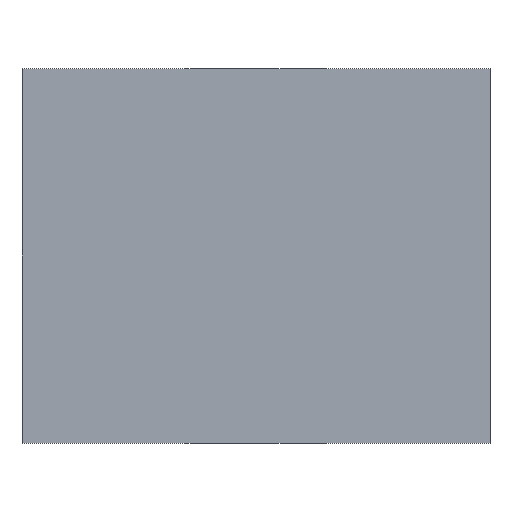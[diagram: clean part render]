
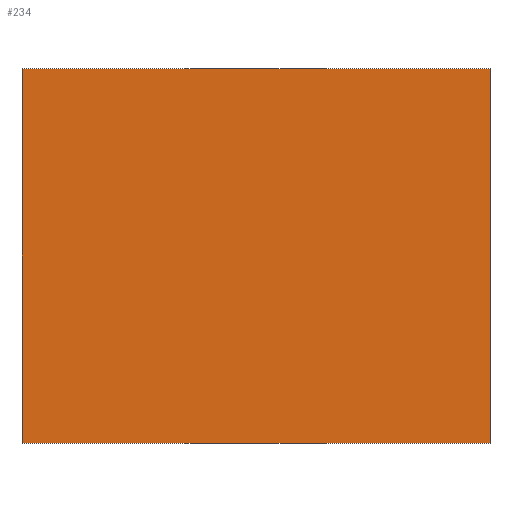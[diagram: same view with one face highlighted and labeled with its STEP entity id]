
A CAD part, front view. The second image highlights one B-rep face of the part: STEP entity #234.
In plain terms, the highlighted planar face has unit normal (0, -1, 0).
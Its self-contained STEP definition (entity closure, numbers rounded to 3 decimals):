
#30=FACE_OUTER_BOUND('',#44,.T.);
#44=EDGE_LOOP('',(#201,#202,#203,#204));
#67=LINE('',#349,#93);
#75=LINE('',#371,#101);
#77=LINE('',#374,#103);
#78=LINE('',#375,#104);
#93=VECTOR('',#283,8.);
#101=VECTOR('',#305,8.);
#103=VECTOR('',#309,10.);
#104=VECTOR('',#310,10.);
#116=VERTEX_POINT('',#346);
#117=VERTEX_POINT('',#348);
#123=VERTEX_POINT('',#368);
#124=VERTEX_POINT('',#370);
#141=EDGE_CURVE('',#116,#117,#67,.T.);
#151=EDGE_CURVE('',#124,#123,#75,.T.);
#153=EDGE_CURVE('',#116,#124,#77,.T.);
#154=EDGE_CURVE('',#117,#123,#78,.T.);
#201=ORIENTED_EDGE('',*,*,#153,.T.);
#202=ORIENTED_EDGE('',*,*,#151,.T.);
#203=ORIENTED_EDGE('',*,*,#154,.F.);
#204=ORIENTED_EDGE('',*,*,#141,.F.);
#222=PLANE('',#252);
#234=ADVANCED_FACE('',(#30),#222,.T.);
#252=AXIS2_PLACEMENT_3D('',#373,#307,#308);
#283=DIRECTION('',(0.,0.,1.));
#305=DIRECTION('',(0.,0.,1.));
#307=DIRECTION('center_axis',(0.,-1.,0.));
#308=DIRECTION('ref_axis',(1.,0.,0.));
#309=DIRECTION('',(1.,0.,0.));
#310=DIRECTION('',(1.,0.,0.));
#346=CARTESIAN_POINT('',(-5.,-4.5,0.));
#348=CARTESIAN_POINT('',(-5.,-4.5,8.));
#349=CARTESIAN_POINT('',(-5.,-4.5,0.));
#368=CARTESIAN_POINT('',(5.,-4.5,8.));
#370=CARTESIAN_POINT('',(5.,-4.5,0.));
#371=CARTESIAN_POINT('',(5.,-4.5,0.));
#373=CARTESIAN_POINT('Origin',(-5.,-4.5,0.));
#374=CARTESIAN_POINT('',(-5.,-4.5,0.));
#375=CARTESIAN_POINT('',(-5.,-4.5,8.));
